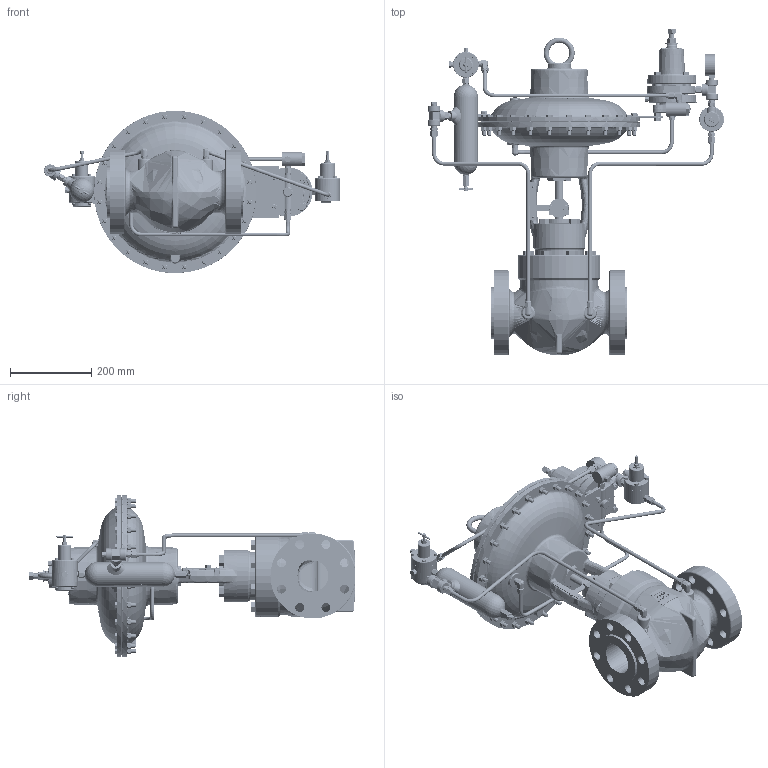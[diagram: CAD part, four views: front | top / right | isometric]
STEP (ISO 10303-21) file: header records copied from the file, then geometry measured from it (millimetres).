
FILE_DESCRIPTION (( 'STEP AP203' ), '1' );
FILE_NAME ('3 INCH PBPO PO HPPR_defeature.STEP', '2018-06-11T19:50:44', ( '' ), ( '' ), 'SwSTEP 2.0', 'SolidWorks 2018', '' );
FILE_SCHEMA (( 'CONFIG_CONTROL_DESIGN' ));
Length unit declared in the file: inch
Products named in the file (1): 3 INCH PBPO PO HPPR_defeature
Bounding box: 730.09 x 805.76 x 400.05 mm (x, y, z)
Volume: 22653104.5 mm3; surface area: 1657604.3 mm2
Topology: 3 solids, 5 shells, 6561 faces, 16295 edges, 10070 vertices
Faces by surface type: plane 2426, bspline 1379, cone 1267, cylinder 1037, torus 351, sphere 101
Entity records: 398261 total; most frequent: CARTESIAN_POINT 256898, ORIENTED_EDGE 32344, DIRECTION 24916, EDGE_CURVE 16172, VERTEX_POINT 10070, AXIS2_PLACEMENT_3D 9847, EDGE_LOOP 7168, ADVANCED_FACE 6561
